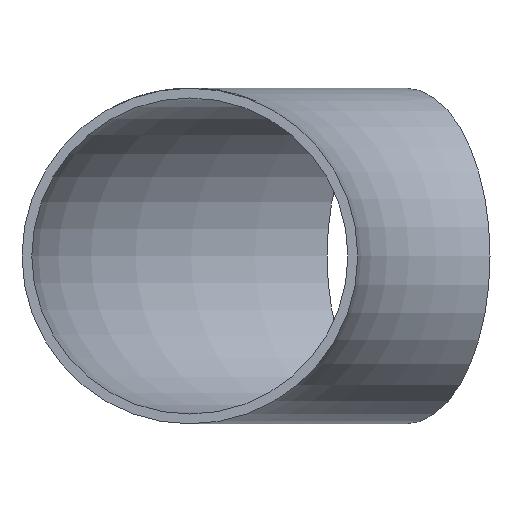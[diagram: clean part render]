
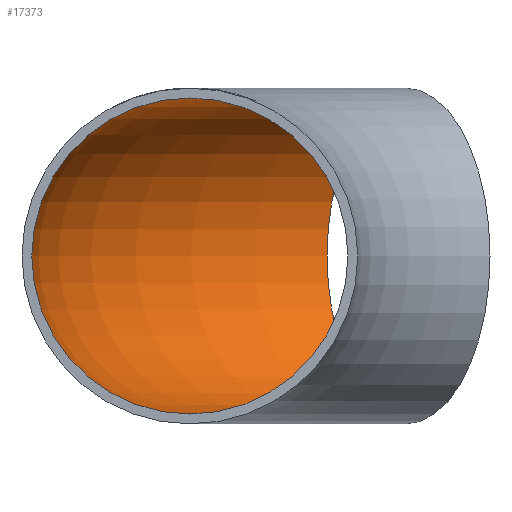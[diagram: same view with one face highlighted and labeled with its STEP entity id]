
A CAD part, front view. The second image highlights one B-rep face of the part: STEP entity #17373.
In plain terms, the highlighted toroidal (fillet/blend) face has major radius 114.5 mm and minor radius 41.85 mm.
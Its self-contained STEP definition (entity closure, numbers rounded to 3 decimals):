
#1850 = ORIENTED_EDGE ( 'NONE', *, *, #19558, .T. ) ;
#3233 = ORIENTED_EDGE ( 'NONE', *, *, #9950, .F. ) ;
#6227 = FACE_OUTER_BOUND ( 'NONE', #11251, .T. ) ;
#7327 = CARTESIAN_POINT ( 'NONE',  ( -114.5, 0., 41.85 ) ) ;
#9222 = DIRECTION ( 'NONE',  ( 0., 1., 0. ) ) ;
#9950 = EDGE_CURVE ( 'NONE', #17345, #17345, #21839, .T. ) ;
#10919 = EDGE_LOOP ( 'NONE', ( #1850 ) ) ;
#11251 = EDGE_LOOP ( 'NONE', ( #3233 ) ) ;
#12387 = AXIS2_PLACEMENT_3D ( 'NONE', #22416, #9222, #24638 ) ;
#13698 = AXIS2_PLACEMENT_3D ( 'NONE', #24704, #24559, #22629 ) ;
#17345 = VERTEX_POINT ( 'NONE', #7327 ) ;
#17373 = ADVANCED_FACE ( 'NONE', ( #22071, #6227 ), #28942, .F. ) ;
#18909 = AXIS2_PLACEMENT_3D ( 'NONE', #26941, #24728, #22502 ) ;
#19558 = EDGE_CURVE ( 'NONE', #25684, #25684, #22212, .T. ) ;
#21839 = CIRCLE ( 'NONE', #12387, 41.85 ) ;
#22071 = FACE_OUTER_BOUND ( 'NONE', #10919, .T. ) ;
#22212 = CIRCLE ( 'NONE', #13698, 41.85 ) ;
#22416 = CARTESIAN_POINT ( 'NONE',  ( -114.5, 0., 0. ) ) ;
#22502 = DIRECTION ( 'NONE',  ( -1., 0., 0. ) ) ;
#22629 = DIRECTION ( 'NONE',  ( -0.5, 0.866, 0. ) ) ;
#24559 = DIRECTION ( 'NONE',  ( 0.866, 0.5, 0. ) ) ;
#24638 = DIRECTION ( 'NONE',  ( 0., 0., 1. ) ) ;
#24704 = CARTESIAN_POINT ( 'NONE',  ( -57.25, 99.16, 0. ) ) ;
#24728 = DIRECTION ( 'NONE',  ( 0., 0., -1. ) ) ;
#25684 = VERTEX_POINT ( 'NONE', #27747 ) ;
#26941 = CARTESIAN_POINT ( 'NONE',  ( 0., 0., 0. ) ) ;
#27747 = CARTESIAN_POINT ( 'NONE',  ( -78.175, 135.403, 0. ) ) ;
#28942 = TOROIDAL_SURFACE ( 'NONE', #18909, 114.5, 41.85 ) ;
